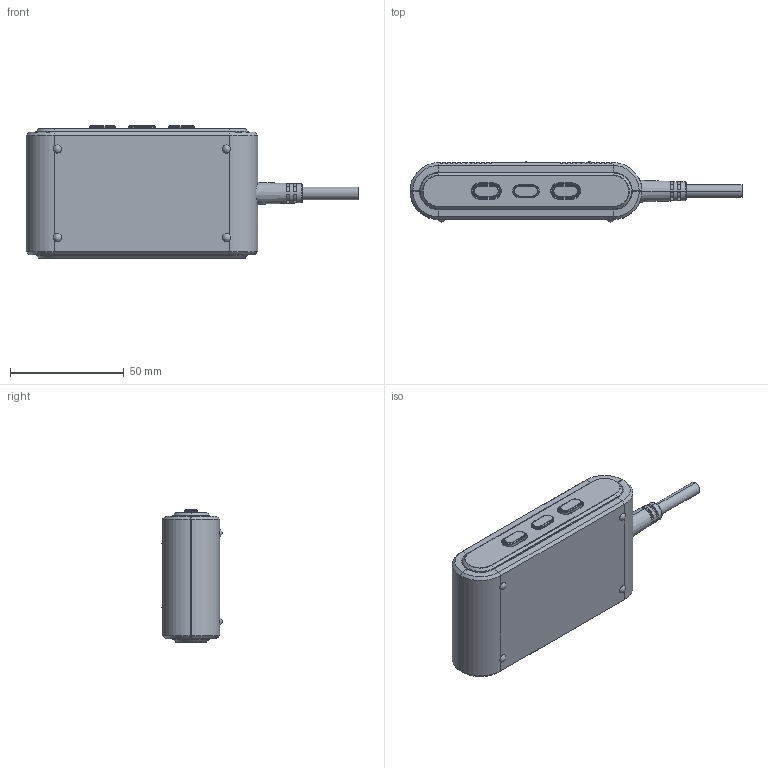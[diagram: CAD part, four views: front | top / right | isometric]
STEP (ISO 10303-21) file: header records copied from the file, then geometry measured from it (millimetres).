
FILE_DESCRIPTION (( 'STEP AP203' ), '1' );
FILE_NAME ('Receiver RF Eco M BT.STEP', '2019-04-04T06:37:00', ( 'admin' ), ( 'Hewlett-Packard Company' ), 'SwSTEP 2.0', 'SolidWorks 2018', '' );
FILE_SCHEMA (( 'CONFIG_CONTROL_DESIGN' ));
Length unit declared in the file: millimetre
Products named in the file (1): Receiver RF Eco M BT
Bounding box: 146 x 26.5 x 58.2 mm (x, y, z)
Volume: 135679.5 mm3; surface area: 19663.4 mm2
Topology: 1 solids, 1 shells, 375 faces, 939 edges, 584 vertices
Faces by surface type: plane 163, cylinder 139, cone 39, bspline 34
Entity records: 12375 total; most frequent: CARTESIAN_POINT 3560, ORIENTED_EDGE 1862, DIRECTION 1807, EDGE_CURVE 931, AXIS2_PLACEMENT_3D 649, VERTEX_POINT 584, LINE 509, VECTOR 509
